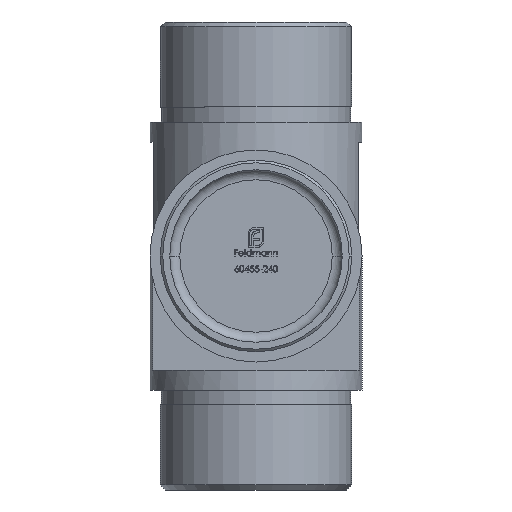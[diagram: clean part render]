
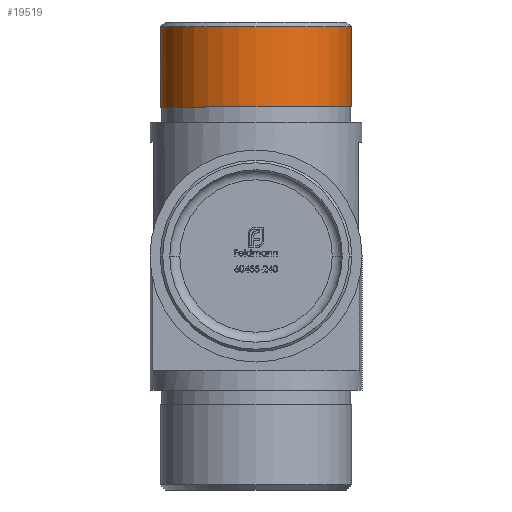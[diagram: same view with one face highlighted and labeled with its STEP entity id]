
A CAD part, front view. The second image highlights one B-rep face of the part: STEP entity #19519.
In plain terms, the highlighted cylindrical face has radius 19.15 mm (diameter 38.3 mm), a partial arc.
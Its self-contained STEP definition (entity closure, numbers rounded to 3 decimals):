
#143 = VECTOR ( 'NONE', #15787, 1000. ) ;
#546 = ORIENTED_EDGE ( 'NONE', *, *, #9897, .T. ) ;
#675 = AXIS2_PLACEMENT_3D ( 'NONE', #19923, #819, #4808 ) ;
#819 = DIRECTION ( 'NONE',  ( 0., 0., -1. ) ) ;
#910 = LINE ( 'NONE', #14181, #143 ) ;
#1498 = CYLINDRICAL_SURFACE ( 'NONE', #6710, 19.15 ) ;
#1837 = VERTEX_POINT ( 'NONE', #21084 ) ;
#2194 = CARTESIAN_POINT ( 'NONE',  ( 0., 0., -20. ) ) ;
#4003 = CARTESIAN_POINT ( 'NONE',  ( -19.15, 0., -3. ) ) ;
#4782 = CIRCLE ( 'NONE', #675, 19.15 ) ;
#4808 = DIRECTION ( 'NONE',  ( -1., 0., 0. ) ) ;
#6391 = EDGE_LOOP ( 'NONE', ( #18196, #546, #9617, #20768 ) ) ;
#6626 = VERTEX_POINT ( 'NONE', #4003 ) ;
#6710 = AXIS2_PLACEMENT_3D ( 'NONE', #2194, #8582, #13683 ) ;
#6890 = EDGE_CURVE ( 'NONE', #1837, #6626, #7189, .T. ) ;
#7189 = LINE ( 'NONE', #16264, #19837 ) ;
#7961 = EDGE_CURVE ( 'NONE', #8385, #8594, #910, .T. ) ;
#8385 = VERTEX_POINT ( 'NONE', #9758 ) ;
#8582 = DIRECTION ( 'NONE',  ( 0., 0., 1. ) ) ;
#8594 = VERTEX_POINT ( 'NONE', #13702 ) ;
#8656 = DIRECTION ( 'NONE',  ( 0., 0., 1. ) ) ;
#9404 = EDGE_CURVE ( 'NONE', #8594, #6626, #4782, .T. ) ;
#9617 = ORIENTED_EDGE ( 'NONE', *, *, #7961, .T. ) ;
#9758 = CARTESIAN_POINT ( 'NONE',  ( 19.15, 0., -19. ) ) ;
#9897 = EDGE_CURVE ( 'NONE', #1837, #8385, #20786, .T. ) ;
#11954 = DIRECTION ( 'NONE',  ( -1., 0., 0. ) ) ;
#13683 = DIRECTION ( 'NONE',  ( 1., 0., 0. ) ) ;
#13702 = CARTESIAN_POINT ( 'NONE',  ( 19.15, 0., -3. ) ) ;
#14181 = CARTESIAN_POINT ( 'NONE',  ( 19.15, 0., -20. ) ) ;
#14801 = AXIS2_PLACEMENT_3D ( 'NONE', #20196, #8656, #11954 ) ;
#15787 = DIRECTION ( 'NONE',  ( 0., 0., 1. ) ) ;
#16264 = CARTESIAN_POINT ( 'NONE',  ( -19.15, 0., -20. ) ) ;
#18196 = ORIENTED_EDGE ( 'NONE', *, *, #6890, .F. ) ;
#18318 = FACE_OUTER_BOUND ( 'NONE', #6391, .T. ) ;
#19519 = ADVANCED_FACE ( 'NONE', ( #18318 ), #1498, .T. ) ;
#19837 = VECTOR ( 'NONE', #21243, 1000. ) ;
#19923 = CARTESIAN_POINT ( 'NONE',  ( 0., 0., -3. ) ) ;
#20196 = CARTESIAN_POINT ( 'NONE',  ( 0., 0., -19. ) ) ;
#20768 = ORIENTED_EDGE ( 'NONE', *, *, #9404, .T. ) ;
#20786 = CIRCLE ( 'NONE', #14801, 19.15 ) ;
#21084 = CARTESIAN_POINT ( 'NONE',  ( -19.15, 0., -19. ) ) ;
#21243 = DIRECTION ( 'NONE',  ( 0., 0., 1. ) ) ;
